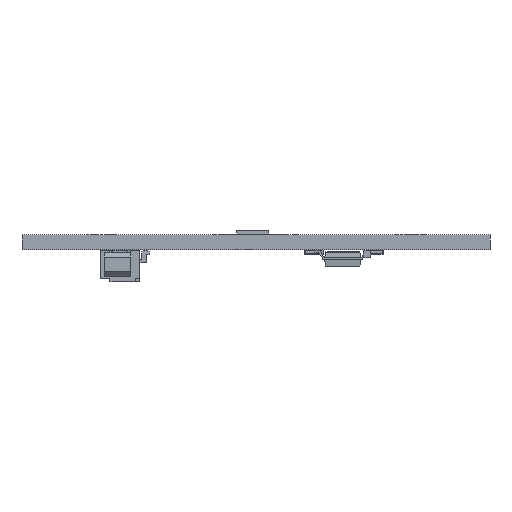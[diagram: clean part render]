
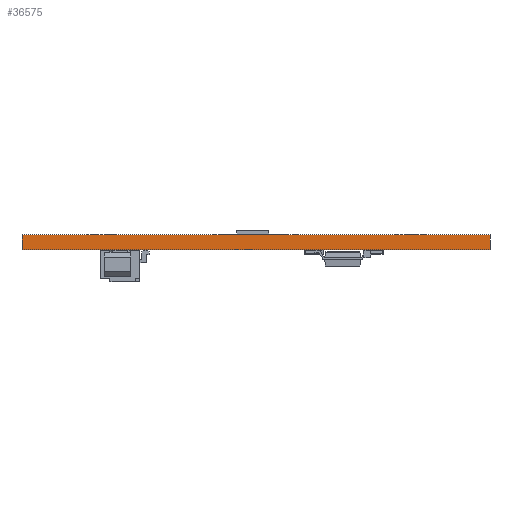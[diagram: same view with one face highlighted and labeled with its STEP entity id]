
A CAD part, front view. The second image highlights one B-rep face of the part: STEP entity #36575.
In plain terms, the highlighted planar face has unit normal (0, -1, 0).
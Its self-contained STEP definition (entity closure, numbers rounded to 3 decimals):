
#36575 = ADVANCED_FACE('',(#36576),#36590,.T.);
#36576 = FACE_BOUND('',#36577,.T.);
#36577 = EDGE_LOOP('',(#36578,#36613,#36641,#36669));
#36578 = ORIENTED_EDGE('',*,*,#36579,.T.);
#36579 = EDGE_CURVE('',#36580,#36582,#36584,.T.);
#36580 = VERTEX_POINT('',#36581);
#36581 = CARTESIAN_POINT('',(50.,-0.,0.));
#36582 = VERTEX_POINT('',#36583);
#36583 = CARTESIAN_POINT('',(50.,0.,1.6));
#36584 = SURFACE_CURVE('',#36585,(#36589,#36601),.PCURVE_S1.);
#36585 = LINE('',#36586,#36587);
#36586 = CARTESIAN_POINT('',(50.,-0.,0.));
#36587 = VECTOR('',#36588,1.);
#36588 = DIRECTION('',(0.,0.,1.));
#36589 = PCURVE('',#36590,#36595);
#36590 = PLANE('',#36591);
#36591 = AXIS2_PLACEMENT_3D('',#36592,#36593,#36594);
#36592 = CARTESIAN_POINT('',(50.,0.,0.));
#36593 = DIRECTION('',(0.,-1.,0.));
#36594 = DIRECTION('',(-1.,0.,0.));
#36595 = DEFINITIONAL_REPRESENTATION('',(#36596),#36600);
#36596 = LINE('',#36597,#36598);
#36597 = CARTESIAN_POINT('',(0.,0.));
#36598 = VECTOR('',#36599,1.);
#36599 = DIRECTION('',(0.,-1.));
#36600 = ( GEOMETRIC_REPRESENTATION_CONTEXT(2) 
PARAMETRIC_REPRESENTATION_CONTEXT() REPRESENTATION_CONTEXT('2D SPACE',''
  ) );
#36601 = PCURVE('',#36602,#36607);
#36602 = PLANE('',#36603);
#36603 = AXIS2_PLACEMENT_3D('',#36604,#36605,#36606);
#36604 = CARTESIAN_POINT('',(50.,50.,0.));
#36605 = DIRECTION('',(1.,0.,-0.));
#36606 = DIRECTION('',(0.,-1.,0.));
#36607 = DEFINITIONAL_REPRESENTATION('',(#36608),#36612);
#36608 = LINE('',#36609,#36610);
#36609 = CARTESIAN_POINT('',(50.,0.));
#36610 = VECTOR('',#36611,1.);
#36611 = DIRECTION('',(0.,-1.));
#36612 = ( GEOMETRIC_REPRESENTATION_CONTEXT(2) 
PARAMETRIC_REPRESENTATION_CONTEXT() REPRESENTATION_CONTEXT('2D SPACE',''
  ) );
#36613 = ORIENTED_EDGE('',*,*,#36614,.T.);
#36614 = EDGE_CURVE('',#36582,#36615,#36617,.T.);
#36615 = VERTEX_POINT('',#36616);
#36616 = CARTESIAN_POINT('',(0.,0.,1.6));
#36617 = SURFACE_CURVE('',#36618,(#36622,#36629),.PCURVE_S1.);
#36618 = LINE('',#36619,#36620);
#36619 = CARTESIAN_POINT('',(50.,0.,1.6));
#36620 = VECTOR('',#36621,1.);
#36621 = DIRECTION('',(-1.,0.,0.));
#36622 = PCURVE('',#36590,#36623);
#36623 = DEFINITIONAL_REPRESENTATION('',(#36624),#36628);
#36624 = LINE('',#36625,#36626);
#36625 = CARTESIAN_POINT('',(0.,-1.6));
#36626 = VECTOR('',#36627,1.);
#36627 = DIRECTION('',(1.,0.));
#36628 = ( GEOMETRIC_REPRESENTATION_CONTEXT(2) 
PARAMETRIC_REPRESENTATION_CONTEXT() REPRESENTATION_CONTEXT('2D SPACE',''
  ) );
#36629 = PCURVE('',#36630,#36635);
#36630 = PLANE('',#36631);
#36631 = AXIS2_PLACEMENT_3D('',#36632,#36633,#36634);
#36632 = CARTESIAN_POINT('',(25.,25.,1.6));
#36633 = DIRECTION('',(-0.,-0.,-1.));
#36634 = DIRECTION('',(-1.,0.,0.));
#36635 = DEFINITIONAL_REPRESENTATION('',(#36636),#36640);
#36636 = LINE('',#36637,#36638);
#36637 = CARTESIAN_POINT('',(-25.,-25.));
#36638 = VECTOR('',#36639,1.);
#36639 = DIRECTION('',(1.,0.));
#36640 = ( GEOMETRIC_REPRESENTATION_CONTEXT(2) 
PARAMETRIC_REPRESENTATION_CONTEXT() REPRESENTATION_CONTEXT('2D SPACE',''
  ) );
#36641 = ORIENTED_EDGE('',*,*,#36642,.F.);
#36642 = EDGE_CURVE('',#36643,#36615,#36645,.T.);
#36643 = VERTEX_POINT('',#36644);
#36644 = CARTESIAN_POINT('',(0.,-0.,0.));
#36645 = SURFACE_CURVE('',#36646,(#36650,#36657),.PCURVE_S1.);
#36646 = LINE('',#36647,#36648);
#36647 = CARTESIAN_POINT('',(0.,-0.,0.));
#36648 = VECTOR('',#36649,1.);
#36649 = DIRECTION('',(0.,0.,1.));
#36650 = PCURVE('',#36590,#36651);
#36651 = DEFINITIONAL_REPRESENTATION('',(#36652),#36656);
#36652 = LINE('',#36653,#36654);
#36653 = CARTESIAN_POINT('',(50.,0.));
#36654 = VECTOR('',#36655,1.);
#36655 = DIRECTION('',(0.,-1.));
#36656 = ( GEOMETRIC_REPRESENTATION_CONTEXT(2) 
PARAMETRIC_REPRESENTATION_CONTEXT() REPRESENTATION_CONTEXT('2D SPACE',''
  ) );
#36657 = PCURVE('',#36658,#36663);
#36658 = PLANE('',#36659);
#36659 = AXIS2_PLACEMENT_3D('',#36660,#36661,#36662);
#36660 = CARTESIAN_POINT('',(0.,0.,0.));
#36661 = DIRECTION('',(-1.,0.,0.));
#36662 = DIRECTION('',(0.,1.,0.));
#36663 = DEFINITIONAL_REPRESENTATION('',(#36664),#36668);
#36664 = LINE('',#36665,#36666);
#36665 = CARTESIAN_POINT('',(0.,0.));
#36666 = VECTOR('',#36667,1.);
#36667 = DIRECTION('',(0.,-1.));
#36668 = ( GEOMETRIC_REPRESENTATION_CONTEXT(2) 
PARAMETRIC_REPRESENTATION_CONTEXT() REPRESENTATION_CONTEXT('2D SPACE',''
  ) );
#36669 = ORIENTED_EDGE('',*,*,#36670,.F.);
#36670 = EDGE_CURVE('',#36580,#36643,#36671,.T.);
#36671 = SURFACE_CURVE('',#36672,(#36676,#36683),.PCURVE_S1.);
#36672 = LINE('',#36673,#36674);
#36673 = CARTESIAN_POINT('',(50.,-0.,0.));
#36674 = VECTOR('',#36675,1.);
#36675 = DIRECTION('',(-1.,0.,0.));
#36676 = PCURVE('',#36590,#36677);
#36677 = DEFINITIONAL_REPRESENTATION('',(#36678),#36682);
#36678 = LINE('',#36679,#36680);
#36679 = CARTESIAN_POINT('',(0.,0.));
#36680 = VECTOR('',#36681,1.);
#36681 = DIRECTION('',(1.,0.));
#36682 = ( GEOMETRIC_REPRESENTATION_CONTEXT(2) 
PARAMETRIC_REPRESENTATION_CONTEXT() REPRESENTATION_CONTEXT('2D SPACE',''
  ) );
#36683 = PCURVE('',#36684,#36689);
#36684 = PLANE('',#36685);
#36685 = AXIS2_PLACEMENT_3D('',#36686,#36687,#36688);
#36686 = CARTESIAN_POINT('',(25.,25.,0.));
#36687 = DIRECTION('',(-0.,-0.,-1.));
#36688 = DIRECTION('',(-1.,0.,0.));
#36689 = DEFINITIONAL_REPRESENTATION('',(#36690),#36694);
#36690 = LINE('',#36691,#36692);
#36691 = CARTESIAN_POINT('',(-25.,-25.));
#36692 = VECTOR('',#36693,1.);
#36693 = DIRECTION('',(1.,0.));
#36694 = ( GEOMETRIC_REPRESENTATION_CONTEXT(2) 
PARAMETRIC_REPRESENTATION_CONTEXT() REPRESENTATION_CONTEXT('2D SPACE',''
  ) );
